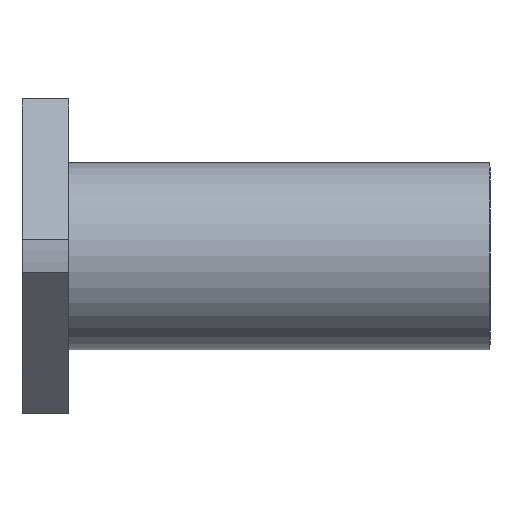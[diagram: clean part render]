
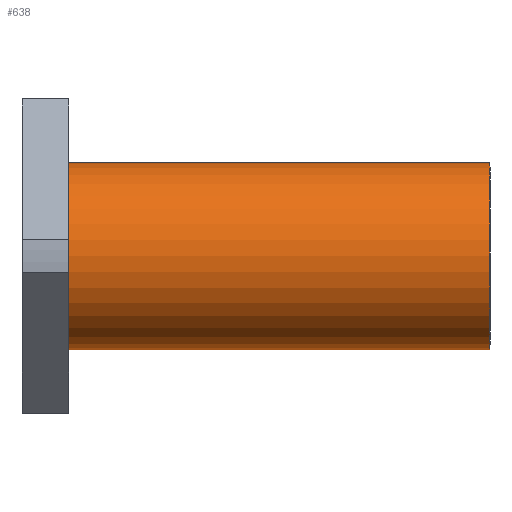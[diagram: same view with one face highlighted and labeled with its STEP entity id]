
A CAD part, front view. The second image highlights one B-rep face of the part: STEP entity #638.
In plain terms, the highlighted cylindrical face has radius 16 mm (diameter 32 mm), a partial arc.
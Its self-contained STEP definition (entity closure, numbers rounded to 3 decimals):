
#53 = EDGE_LOOP ( 'NONE', ( #106, #107, #210, #211 ) ) ;
#106 = ORIENTED_EDGE ( 'NONE', *, *, #692, .F. ) ;
#107 = ORIENTED_EDGE ( 'NONE', *, *, #747, .T. ) ;
#210 = ORIENTED_EDGE ( 'NONE', *, *, #663, .T. ) ;
#211 = ORIENTED_EDGE ( 'NONE', *, *, #651, .F. ) ;
#384 = FACE_OUTER_BOUND ( 'NONE', #53, .T. ) ;
#387 = CYLINDRICAL_SURFACE ( 'NONE', #801, 16. ) ;
#403 = CIRCLE ( 'NONE', #786, 16. ) ;
#417 = LINE ( 'NONE', #1207, #418 ) ;
#418 = VECTOR ( 'NONE', #1208, 1000. ) ;
#461 = LINE ( 'NONE', #1280, #462 ) ;
#462 = VECTOR ( 'NONE', #1281, 1000. ) ;
#538 = CIRCLE ( 'NONE', #857, 16. ) ;
#638 = ADVANCED_FACE ( 'NONE', ( #384 ), #387, .T. ) ;
#651 = EDGE_CURVE ( 'NONE', #981, #982, #403, .T. ) ;
#663 = EDGE_CURVE ( 'NONE', #979, #982, #417, .T. ) ;
#692 = EDGE_CURVE ( 'NONE', #980, #981, #461, .T. ) ;
#747 = EDGE_CURVE ( 'NONE', #980, #979, #538, .T. ) ;
#786 = AXIS2_PLACEMENT_3D ( 'NONE', #1177, #1181, #1182 ) ;
#801 = AXIS2_PLACEMENT_3D ( 'NONE', #1159, #1158, #1157 ) ;
#857 = AXIS2_PLACEMENT_3D ( 'NONE', #1414, #1423, #1424 ) ;
#979 = VERTEX_POINT ( 'NONE', #1573 ) ;
#980 = VERTEX_POINT ( 'NONE', #1572 ) ;
#981 = VERTEX_POINT ( 'NONE', #1577 ) ;
#982 = VERTEX_POINT ( 'NONE', #1569 ) ;
#1157 = DIRECTION ( 'NONE',  ( 0., 0., 1. ) ) ;
#1158 = DIRECTION ( 'NONE',  ( -1., 0., 0. ) ) ;
#1159 = CARTESIAN_POINT ( 'NONE',  ( 0., 0., 0. ) ) ;
#1177 = CARTESIAN_POINT ( 'NONE',  ( 8., 0., 0. ) ) ;
#1181 = DIRECTION ( 'NONE',  ( -1., 0., 0. ) ) ;
#1182 = DIRECTION ( 'NONE',  ( 0., 0., 1. ) ) ;
#1207 = CARTESIAN_POINT ( 'NONE',  ( 0., 0., 16. ) ) ;
#1208 = DIRECTION ( 'NONE',  ( -1., 0., 0. ) ) ;
#1280 = CARTESIAN_POINT ( 'NONE',  ( 0., 0., -16. ) ) ;
#1281 = DIRECTION ( 'NONE',  ( -1., 0., 0. ) ) ;
#1414 = CARTESIAN_POINT ( 'NONE',  ( 80., 0., 0. ) ) ;
#1423 = DIRECTION ( 'NONE',  ( -1., 0., 0. ) ) ;
#1424 = DIRECTION ( 'NONE',  ( 0., 0., 1. ) ) ;
#1569 = CARTESIAN_POINT ( 'NONE',  ( 8., 0., 16. ) ) ;
#1572 = CARTESIAN_POINT ( 'NONE',  ( 80., 0., -16. ) ) ;
#1573 = CARTESIAN_POINT ( 'NONE',  ( 80., 0., 16. ) ) ;
#1577 = CARTESIAN_POINT ( 'NONE',  ( 8., 0., -16. ) ) ;
